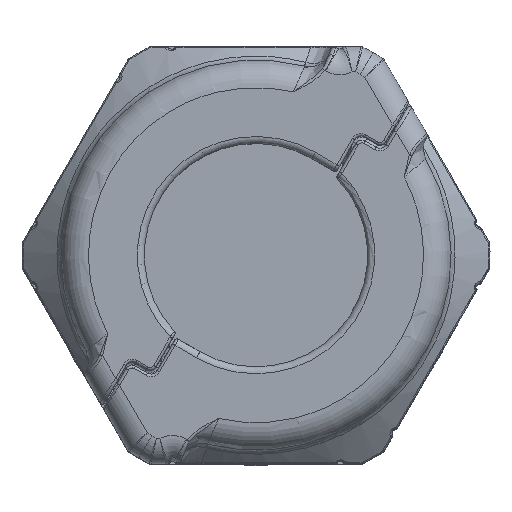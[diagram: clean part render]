
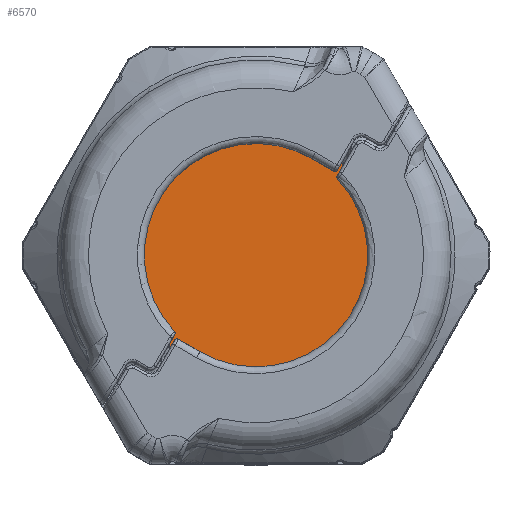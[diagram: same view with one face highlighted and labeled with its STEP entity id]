
A CAD part, top view. The second image highlights one B-rep face of the part: STEP entity #6570.
In plain terms, the highlighted face is planar.
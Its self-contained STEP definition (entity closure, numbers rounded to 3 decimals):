
#728 = CARTESIAN_POINT ( 'NONE',  ( 0., 22.5, -10.5 ) ) ;
#1771 = ORIENTED_EDGE ( 'NONE', *, *, #32269, .F. ) ;
#4228 = AXIS2_PLACEMENT_3D ( 'NONE', #19924, #44498, #23475 ) ;
#4378 = ORIENTED_EDGE ( 'NONE', *, *, #24379, .F. ) ;
#6570 = ADVANCED_FACE ( 'N', ( #36366 ), #15141, .T. ) ;
#9817 = AXIS2_PLACEMENT_3D ( 'NONE', #21730, #21640, #21633 ) ;
#11377 = VERTEX_POINT ( 'NONE', #42900 ) ;
#15141 = PLANE ( 'NONE',  #16120 ) ;
#16120 = AXIS2_PLACEMENT_3D ( 'NONE', #34460, #34565, #34656 ) ;
#19924 = CARTESIAN_POINT ( 'NONE',  ( 0., 22.5, 0. ) ) ;
#21633 = DIRECTION ( 'NONE',  ( 0., 0., -1. ) ) ;
#21640 = DIRECTION ( 'NONE',  ( 0., -1., 0. ) ) ;
#21730 = CARTESIAN_POINT ( 'NONE',  ( 0., 22.5, 0. ) ) ;
#23475 = DIRECTION ( 'NONE',  ( 0., 0., -1. ) ) ;
#24379 = EDGE_CURVE ( 'NONE', #25136, #11377, #28424, .T. ) ;
#25136 = VERTEX_POINT ( 'NONE', #728 ) ;
#28424 = CIRCLE ( 'NONE', #9817, 10.5 ) ;
#31738 = EDGE_LOOP ( 'NONE', ( #4378, #1771 ) ) ;
#32269 = EDGE_CURVE ( 'NONE', #11377, #25136, #40381, .T. ) ;
#34460 = CARTESIAN_POINT ( 'NONE',  ( 0., 22.5, 0. ) ) ;
#34565 = DIRECTION ( 'NONE',  ( 0., 1., 0. ) ) ;
#34656 = DIRECTION ( 'NONE',  ( 0., 0., 1. ) ) ;
#36366 = FACE_OUTER_BOUND ( 'NONE', #31738, .T. ) ;
#40381 = CIRCLE ( 'NONE', #4228, 10.5 ) ;
#42900 = CARTESIAN_POINT ( 'NONE',  ( 0., 22.5, 10.5 ) ) ;
#44498 = DIRECTION ( 'NONE',  ( 0., -1., 0. ) ) ;
